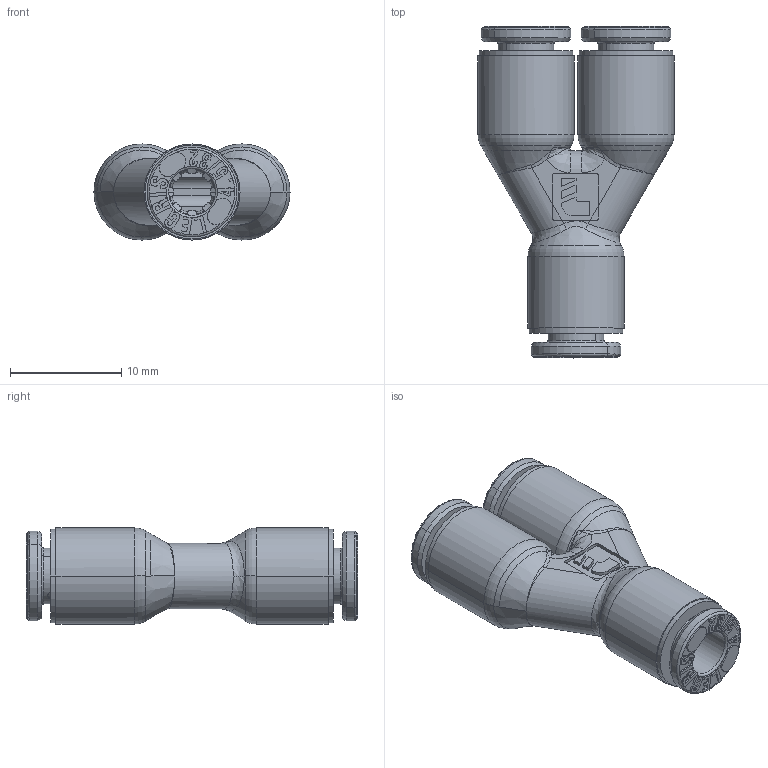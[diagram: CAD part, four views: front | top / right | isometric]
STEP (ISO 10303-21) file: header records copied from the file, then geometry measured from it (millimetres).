
FILE_DESCRIPTION(('STEP AP214'),'1');
FILE_NAME('6840_04_00.stp','2016-07-07T14:44:47',('TraceParts'),('TraceParts S.A.'),'Spatial InterOp 3D',' ',' ');
FILE_SCHEMA(('automotive_design'));
Length unit declared in the file: millimetre
Products named in the file (16): V840-04-00_ASM|Next assembly relationship#44104-64_ASM|Next assembly relationship#44104-26;44104-26; V840-04-00_ASM|Next assembly relationship#44104-64_ASM|Next assembly relationship#44104;44104; V840-04-00_ASM|Next assembly relationship#44104-64_ASM|Next assembly relationship#44104-27;44104-27; V840-04-00_ASM|Next assembly relationship#44104-64_ASM|Next assembly relationship#44124-20;44124-20; V840-04-00_ASM|Next assembly relationship#44524-10;44524-10; V840-04-00_ASM|Next assembly relationship#44104-11-10_ASS;44104-11-10_ASS
Bounding box: 17.65 x 29.88 x 8.65 mm (x, y, z)
Volume: 1545.4 mm3; surface area: 4072.6 mm2
Topology: 16 solids, 16 shells, 2007 faces, 5152 edges, 3205 vertices
Faces by surface type: plane 604, cylinder 353, torus 304, extrusion 297, bspline 228, cone 209, sphere 12
Entity records: 71182 total; most frequent: CARTESIAN_POINT 24603, ORIENTED_EDGE 10268, DIRECTION 8600, EDGE_CURVE 5134, VERTEX_POINT 3205, AXIS2_PLACEMENT_3D 3061, VECTOR 2478, LINE 2181
